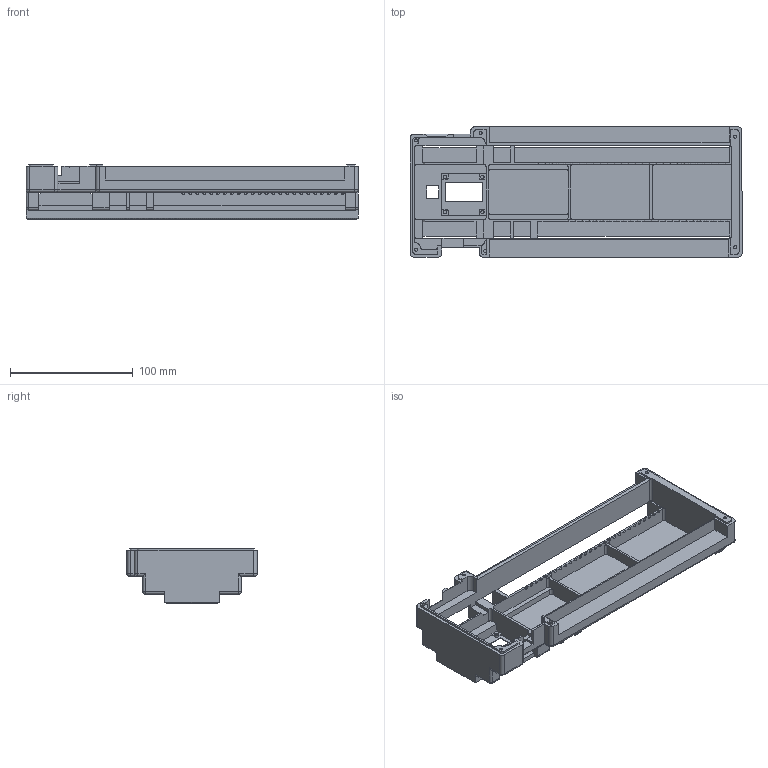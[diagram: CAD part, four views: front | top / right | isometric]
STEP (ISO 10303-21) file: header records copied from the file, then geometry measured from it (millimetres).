
FILE_DESCRIPTION(/* description */ (' ()'),/* implementation_level */ '2;1');
FILE_NAME(/* name */ 'boneIO-case-front.stp',/* time_stamp */ '2021-11-28T15:00:14+01:00',/* author */ ('Mariusz_PC'),/* organization */ (''),/* preprocessor_version */ 'ST-DEVELOPER v18.1',/* originating_system */ 'Autodesk Inventor 2022',/* authorisation */ '');
FILE_SCHEMA (('AUTOMOTIVE_DESIGN { 1 0 10303 214 3 1 1 }'));
Length unit declared in the file: millimetre
Products named in the file (1): boneIO-case-front
Bounding box: 270 x 106 x 44.5 mm (x, y, z)
Volume: 264562.8 mm3; surface area: 114320 mm2
Topology: 1 solids, 1 shells, 509 faces, 1481 edges, 974 vertices
Faces by surface type: plane 351, cylinder 148, bspline 7, sphere 3
Full cylindrical faces by diameter (mm): 2.5 x6, 2.8 x4
Entity records: 16819 total; most frequent: CARTESIAN_POINT 3021, ORIENTED_EDGE 2962, DIRECTION 2787, EDGE_CURVE 1481, LINE 1181, VECTOR 1181, VERTEX_POINT 970, AXIS2_PLACEMENT_3D 803
